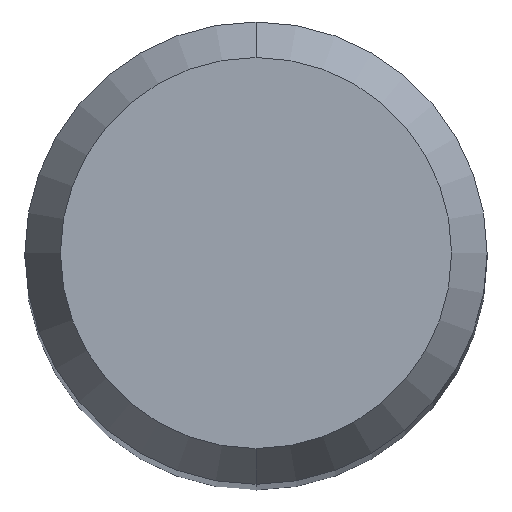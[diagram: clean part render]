
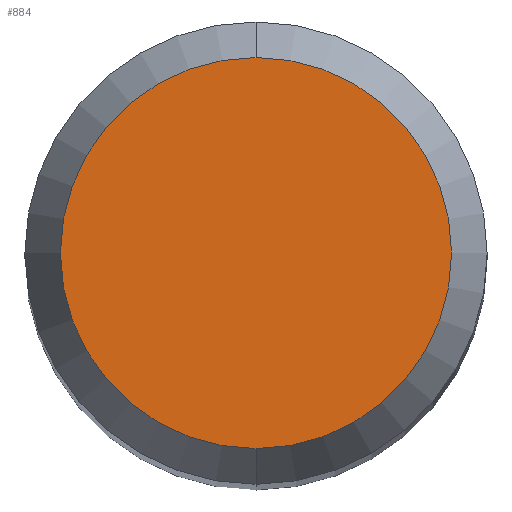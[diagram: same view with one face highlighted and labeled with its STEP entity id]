
A CAD part, top view. The second image highlights one B-rep face of the part: STEP entity #884.
In plain terms, the highlighted planar face has unit normal (0, 0, 1).
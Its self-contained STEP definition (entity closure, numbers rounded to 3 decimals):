
#884=ADVANCED_FACE('',(#2170),#2171,.T.);
#900=EDGE_CURVE('',#1136,#1246,#2188,.T.);
#1136=VERTEX_POINT('',#2444);
#1246=VERTEX_POINT('',#2561);
#1360=EDGE_CURVE('',#1246,#1136,#2685,.T.);
#2170=FACE_OUTER_BOUND('',#4948,.T.);
#2171=PLANE('',#4949);
#2188=CIRCLE('',#4971,2.538);
#2444=CARTESIAN_POINT('',(0.0,2.538,0.0));
#2561=CARTESIAN_POINT('',(0.,-2.538,0.0));
#2685=CIRCLE('',#9496,2.538);
#4948=EDGE_LOOP('',(#13921,#13922));
#4949=AXIS2_PLACEMENT_3D('',#13923,#13924,#13925);
#4971=AXIS2_PLACEMENT_3D('',#13948,#13949,#13950);
#9496=AXIS2_PLACEMENT_3D('',#14430,#14431,#14432);
#13921=ORIENTED_EDGE('',*,*,#900,.F.);
#13922=ORIENTED_EDGE('',*,*,#1360,.F.);
#13923=CARTESIAN_POINT('',(0.0,1.269,0.0));
#13924=DIRECTION('',(-0.0,0.0,1.0));
#13925=DIRECTION('',(0.0,-1.0,0.0));
#13948=CARTESIAN_POINT('',(0.0,0.0,0.0));
#13949=DIRECTION('',(0.0,0.0,-1.0));
#13950=DIRECTION('',(0.0,1.0,0.0));
#14430=CARTESIAN_POINT('',(0.0,0.0,0.0));
#14431=DIRECTION('',(0.0,0.0,-1.0));
#14432=DIRECTION('',(0.0,1.0,0.0));
